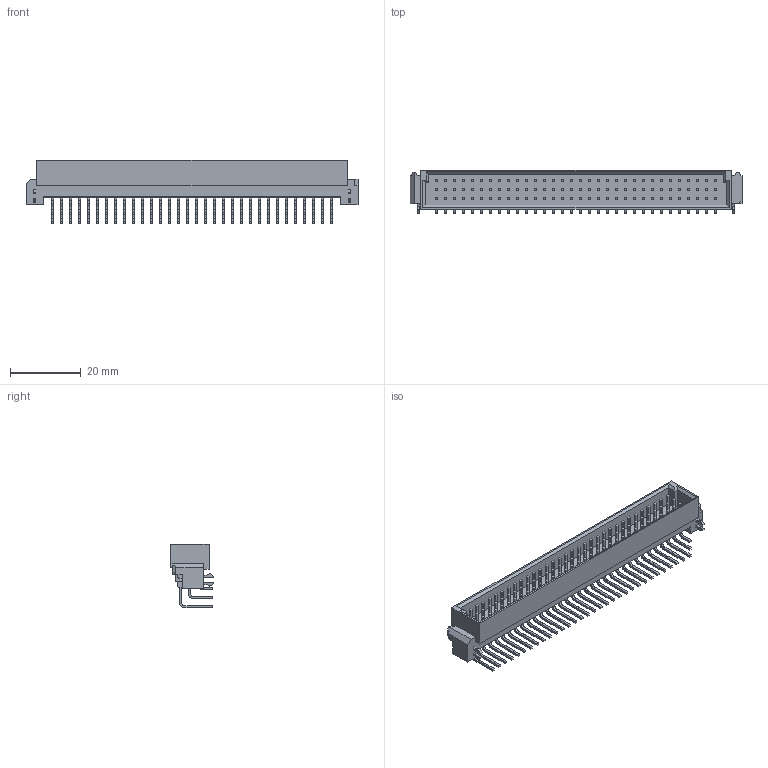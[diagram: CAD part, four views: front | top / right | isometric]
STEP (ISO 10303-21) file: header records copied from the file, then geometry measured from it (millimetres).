
FILE_DESCRIPTION(('STEP AP242'),'1');
FILE_NAME('650913-5.stp','2021-05-02T13:46:09',('TraceParts'),('TraceParts S.A.'),'Spatial InterOp 3D',' ',' ');
FILE_SCHEMA(('AP242_MANAGED_MODEL_BASED_3D_ENGINEERING_MIM_LF {1 0 10303 442 1 1 4}'));
Length unit declared in the file: millimetre
Products named in the file (1): 650913-5
Bounding box: 93.85 x 12.35 x 18.02 mm (x, y, z)
Volume: 5511.8 mm3; surface area: 9077.9 mm2
Topology: 1 solids, 1 shells, 1916 faces, 5075 edges, 3380 vertices
Faces by surface type: plane 1696, cylinder 218, extrusion 2
Entity records: 58572 total; most frequent: CARTESIAN_POINT 10442, ORIENTED_EDGE 10150, DIRECTION 9339, EDGE_CURVE 5075, VECTOR 4637, LINE 4635, VERTEX_POINT 3380, AXIS2_PLACEMENT_3D 2351
